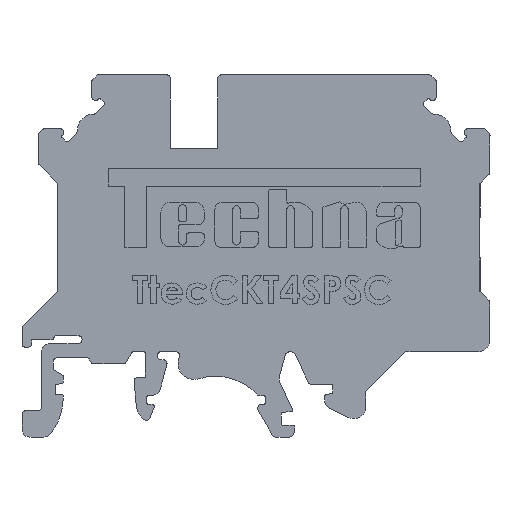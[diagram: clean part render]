
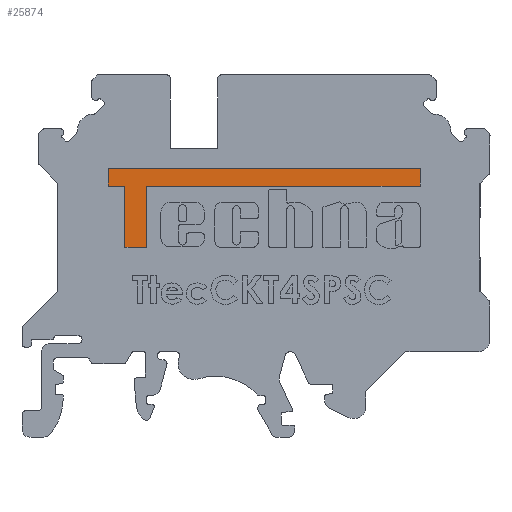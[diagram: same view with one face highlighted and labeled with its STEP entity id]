
A CAD part, front view. The second image highlights one B-rep face of the part: STEP entity #25874.
In plain terms, the highlighted planar face has unit normal (0, -1, 0).
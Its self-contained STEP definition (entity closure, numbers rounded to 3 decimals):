
#640 = VERTEX_POINT ( 'NONE', #34240 ) ;
#1685 = EDGE_CURVE ( 'NONE', #18873, #12284, #22358, .T. ) ;
#2550 = EDGE_CURVE ( 'NONE', #12284, #10611, #33355, .T. ) ;
#2825 = ORIENTED_EDGE ( 'NONE', *, *, #18400, .T. ) ;
#2977 = LINE ( 'NONE', #15497, #8364 ) ;
#4045 = AXIS2_PLACEMENT_3D ( 'NONE', #23741, #10278, #16410 ) ;
#4124 = LINE ( 'NONE', #20239, #5250 ) ;
#4267 = CARTESIAN_POINT ( 'NONE',  ( -23.282, 0.1, 17.162 ) ) ;
#4393 = ORIENTED_EDGE ( 'NONE', *, *, #25543, .T. ) ;
#4637 = ORIENTED_EDGE ( 'NONE', *, *, #7289, .T. ) ;
#4851 = DIRECTION ( 'NONE',  ( 0., 0., 1. ) ) ;
#5250 = VECTOR ( 'NONE', #6863, 1000. ) ;
#5944 = VECTOR ( 'NONE', #28104, 1000. ) ;
#6017 = DIRECTION ( 'NONE',  ( -1., 0., 0. ) ) ;
#6863 = DIRECTION ( 'NONE',  ( 0., 0., 1. ) ) ;
#7289 = EDGE_CURVE ( 'NONE', #26562, #25517, #17329, .T. ) ;
#8142 = DIRECTION ( 'NONE',  ( 0., 0., -1. ) ) ;
#8354 = LINE ( 'NONE', #21287, #38517 ) ;
#8364 = VECTOR ( 'NONE', #41617, 1000. ) ;
#8737 = CARTESIAN_POINT ( 'NONE',  ( -23.282, 0.1, 24.799 ) ) ;
#10278 = DIRECTION ( 'NONE',  ( 0., 1., 0. ) ) ;
#10611 = VERTEX_POINT ( 'NONE', #16497 ) ;
#11876 = EDGE_CURVE ( 'NONE', #10611, #12207, #34676, .T. ) ;
#12207 = VERTEX_POINT ( 'NONE', #21239 ) ;
#12284 = VERTEX_POINT ( 'NONE', #15692 ) ;
#12352 = CARTESIAN_POINT ( 'NONE',  ( -25.982, 0.1, 24.799 ) ) ;
#13413 = CARTESIAN_POINT ( 'NONE',  ( -28.099, 0.1, 24.799 ) ) ;
#14972 = VECTOR ( 'NONE', #6017, 1000. ) ;
#15497 = CARTESIAN_POINT ( 'NONE',  ( 10.918, 0.1, 24.799 ) ) ;
#15692 = CARTESIAN_POINT ( 'NONE',  ( -28.099, 0.1, 26.973 ) ) ;
#16410 = DIRECTION ( 'NONE',  ( 0., 0., 1. ) ) ;
#16497 = CARTESIAN_POINT ( 'NONE',  ( -28.099, 0.1, 24.799 ) ) ;
#17329 = LINE ( 'NONE', #37316, #31232 ) ;
#17587 = EDGE_CURVE ( 'NONE', #640, #18873, #4124, .T. ) ;
#18046 = VERTEX_POINT ( 'NONE', #31965 ) ;
#18058 = VECTOR ( 'NONE', #32949, 1000. ) ;
#18400 = EDGE_CURVE ( 'NONE', #12207, #18046, #8354, .T. ) ;
#18873 = VERTEX_POINT ( 'NONE', #21563 ) ;
#18973 = EDGE_LOOP ( 'NONE', ( #32131, #39845, #2825, #39103, #4637, #4393, #28326, #23526 ) ) ;
#20239 = CARTESIAN_POINT ( 'NONE',  ( 10.918, 0.1, 26.973 ) ) ;
#21073 = VECTOR ( 'NONE', #24448, 1000. ) ;
#21239 = CARTESIAN_POINT ( 'NONE',  ( -25.982, 0.1, 24.799 ) ) ;
#21287 = CARTESIAN_POINT ( 'NONE',  ( -25.982, 0.1, 17.162 ) ) ;
#21563 = CARTESIAN_POINT ( 'NONE',  ( 10.918, 0.1, 26.973 ) ) ;
#21805 = EDGE_CURVE ( 'NONE', #18046, #26562, #33317, .T. ) ;
#22147 = CARTESIAN_POINT ( 'NONE',  ( -28.099, 0.1, 26.973 ) ) ;
#22358 = LINE ( 'NONE', #22147, #14972 ) ;
#23526 = ORIENTED_EDGE ( 'NONE', *, *, #1685, .T. ) ;
#23741 = CARTESIAN_POINT ( 'NONE',  ( 0., 0.1, 0. ) ) ;
#24448 = DIRECTION ( 'NONE',  ( 1., 0., 0. ) ) ;
#25517 = VERTEX_POINT ( 'NONE', #8737 ) ;
#25543 = EDGE_CURVE ( 'NONE', #25517, #640, #2977, .T. ) ;
#25874 = ADVANCED_FACE ( 'NONE', ( #30315 ), #26914, .F. ) ;
#26562 = VERTEX_POINT ( 'NONE', #37170 ) ;
#26914 = PLANE ( 'NONE',  #4045 ) ;
#28104 = DIRECTION ( 'NONE',  ( 1., 0., 0. ) ) ;
#28326 = ORIENTED_EDGE ( 'NONE', *, *, #17587, .T. ) ;
#30315 = FACE_OUTER_BOUND ( 'NONE', #18973, .T. ) ;
#31232 = VECTOR ( 'NONE', #4851, 1000. ) ;
#31965 = CARTESIAN_POINT ( 'NONE',  ( -25.982, 0.1, 17.162 ) ) ;
#32131 = ORIENTED_EDGE ( 'NONE', *, *, #2550, .T. ) ;
#32949 = DIRECTION ( 'NONE',  ( 0., 0., -1. ) ) ;
#33317 = LINE ( 'NONE', #4267, #21073 ) ;
#33355 = LINE ( 'NONE', #13413, #18058 ) ;
#34240 = CARTESIAN_POINT ( 'NONE',  ( 10.918, 0.1, 24.799 ) ) ;
#34676 = LINE ( 'NONE', #12352, #5944 ) ;
#37170 = CARTESIAN_POINT ( 'NONE',  ( -23.282, 0.1, 17.162 ) ) ;
#37316 = CARTESIAN_POINT ( 'NONE',  ( -23.282, 0.1, 24.799 ) ) ;
#38517 = VECTOR ( 'NONE', #8142, 1000. ) ;
#39103 = ORIENTED_EDGE ( 'NONE', *, *, #21805, .T. ) ;
#39845 = ORIENTED_EDGE ( 'NONE', *, *, #11876, .T. ) ;
#41617 = DIRECTION ( 'NONE',  ( 1., 0., 0. ) ) ;
